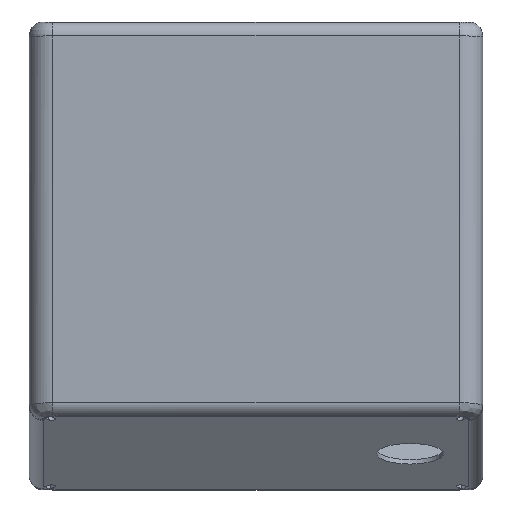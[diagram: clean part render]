
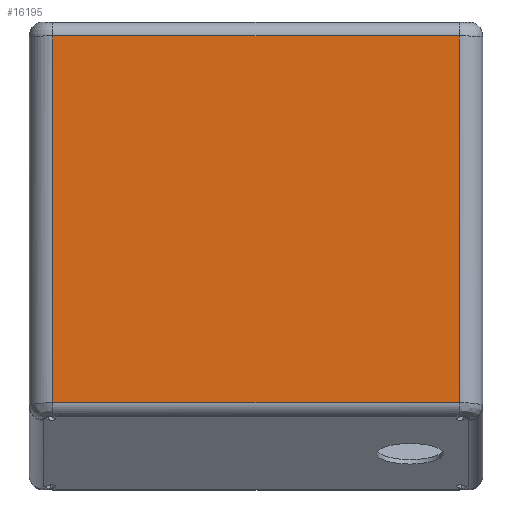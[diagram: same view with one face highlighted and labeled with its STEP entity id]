
A CAD part, top view. The second image highlights one B-rep face of the part: STEP entity #16195.
In plain terms, the highlighted planar face has unit normal (0, 0, 1).
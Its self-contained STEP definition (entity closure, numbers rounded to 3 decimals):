
#13731 = VERTEX_POINT('',#13732);
#13732 = CARTESIAN_POINT('',(87.,92.,80.));
#13739 = EDGE_CURVE('',#13731,#13740,#13742,.T.);
#13740 = VERTEX_POINT('',#13741);
#13741 = CARTESIAN_POINT('',(0.,92.,80.));
#13742 = LINE('',#13743,#13744);
#13743 = CARTESIAN_POINT('',(87.,92.,80.));
#13744 = VECTOR('',#13745,1.);
#13745 = DIRECTION('',(-1.,0.,0.));
#15625 = EDGE_CURVE('',#15626,#15628,#15630,.T.);
#15626 = VERTEX_POINT('',#15627);
#15627 = CARTESIAN_POINT('',(87.,13.542,80.));
#15628 = VERTEX_POINT('',#15629);
#15629 = CARTESIAN_POINT('',(0.,13.542,80.));
#15630 = LINE('',#15631,#15632);
#15631 = CARTESIAN_POINT('',(87.,13.542,80.));
#15632 = VECTOR('',#15633,1.);
#15633 = DIRECTION('',(-1.,0.,0.));
#16195 = ADVANCED_FACE('',(#16196),#16212,.T.);
#16196 = FACE_BOUND('',#16197,.T.);
#16197 = EDGE_LOOP('',(#16198,#16199,#16205,#16206));
#16198 = ORIENTED_EDGE('',*,*,#15625,.F.);
#16199 = ORIENTED_EDGE('',*,*,#16200,.T.);
#16200 = EDGE_CURVE('',#15626,#13731,#16201,.T.);
#16201 = LINE('',#16202,#16203);
#16202 = CARTESIAN_POINT('',(87.,11.356,80.));
#16203 = VECTOR('',#16204,1.);
#16204 = DIRECTION('',(0.,1.,0.));
#16205 = ORIENTED_EDGE('',*,*,#13739,.T.);
#16206 = ORIENTED_EDGE('',*,*,#16207,.F.);
#16207 = EDGE_CURVE('',#15628,#13740,#16208,.T.);
#16208 = LINE('',#16209,#16210);
#16209 = CARTESIAN_POINT('',(0.,11.356,80.));
#16210 = VECTOR('',#16211,1.);
#16211 = DIRECTION('',(0.,1.,0.));
#16212 = PLANE('',#16213);
#16213 = AXIS2_PLACEMENT_3D('',#16214,#16215,#16216);
#16214 = CARTESIAN_POINT('',(0.,15.,80.));
#16215 = DIRECTION('',(0.,0.,1.));
#16216 = DIRECTION('',(0.,1.,0.));
